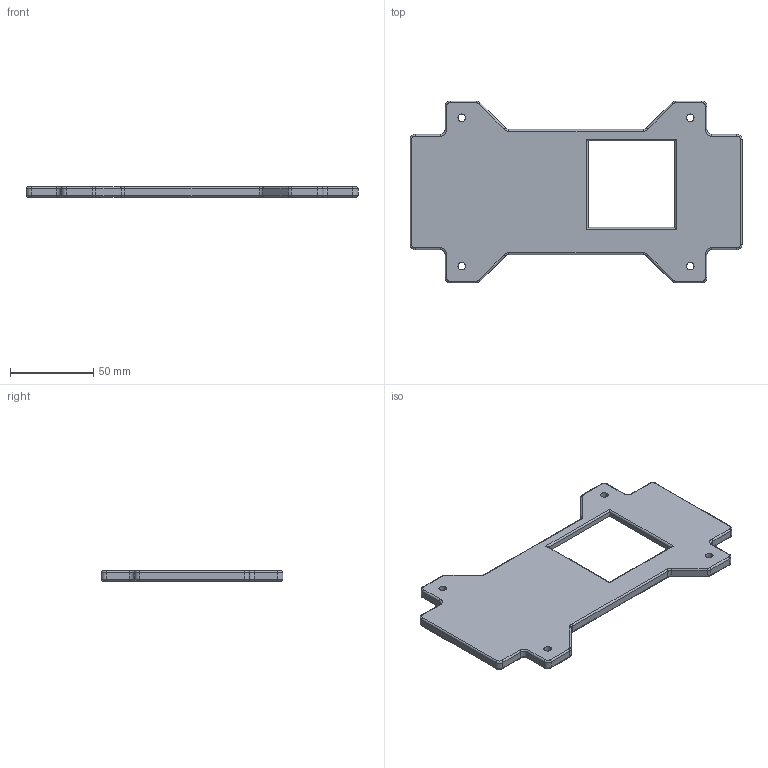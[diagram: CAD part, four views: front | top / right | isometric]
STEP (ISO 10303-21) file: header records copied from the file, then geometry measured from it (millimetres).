
FILE_DESCRIPTION (( 'STEP AP214' ), '1' );
FILE_NAME ('Right_plate.STEP', '2024-08-29T20:04:12', ( '' ), ( '' ), 'SwSTEP 2.0', 'SolidWorks 2024', '' );
FILE_SCHEMA (( 'AUTOMOTIVE_DESIGN' ));
Length unit declared in the file: millimetre
Products named in the file (1): Right_plate
Bounding box: 199 x 109 x 6 mm (x, y, z)
Volume: 82072.4 mm3; surface area: 32360.3 mm2
Topology: 1 solids, 1 shells, 154 faces, 356 edges, 208 vertices
Faces by surface type: cylinder 80, torus 40, plane 34
Entity records: 4391 total; most frequent: DIRECTION 854, CARTESIAN_POINT 731, ORIENTED_EDGE 712, EDGE_CURVE 356, AXIS2_PLACEMENT_3D 347, VERTEX_POINT 208, CIRCLE 192, EDGE_LOOP 168
